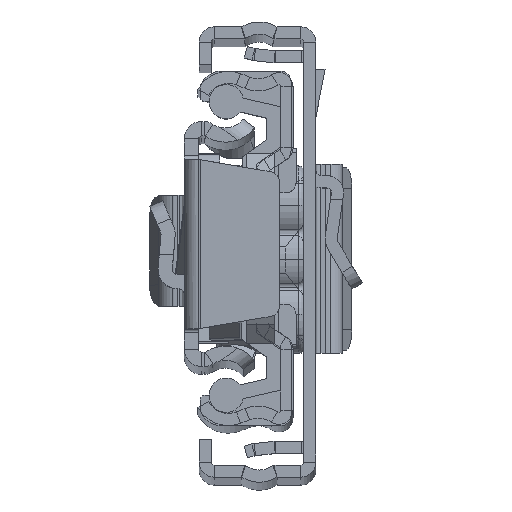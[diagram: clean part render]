
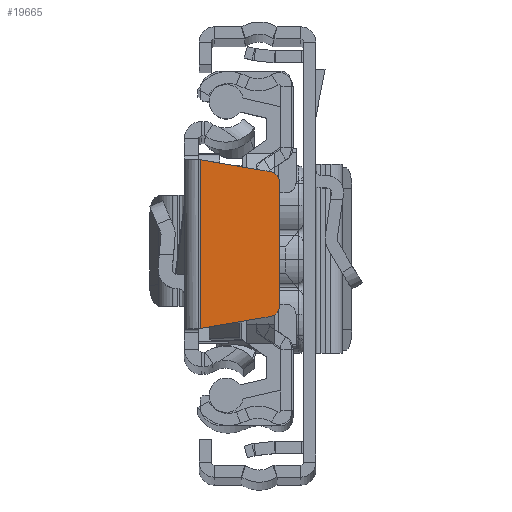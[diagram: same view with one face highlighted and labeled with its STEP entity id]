
A CAD part, top view. The second image highlights one B-rep face of the part: STEP entity #19665.
In plain terms, the highlighted planar face has unit normal (0, 0, 1).
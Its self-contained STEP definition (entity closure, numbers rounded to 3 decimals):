
#916 = CARTESIAN_POINT ( 'NONE',  ( 1.6, -8.333, 0. ) ) ;
#1370 = ORIENTED_EDGE ( 'NONE', *, *, #17957, .T. ) ;
#1422 = DIRECTION ( 'NONE',  ( 1., 0., 0. ) ) ;
#1525 = CARTESIAN_POINT ( 'NONE',  ( 8.4, 6.156, 0. ) ) ;
#1981 = CARTESIAN_POINT ( 'NONE',  ( 8.568, -7.142, 0. ) ) ;
#3094 = CARTESIAN_POINT ( 'NONE',  ( 1.5, 8.35, 0. ) ) ;
#3168 = AXIS2_PLACEMENT_3D ( 'NONE', #7708, #21071, #14309 ) ;
#4229 = CARTESIAN_POINT ( 'NONE',  ( 1.6, 8.333, 0. ) ) ;
#4256 = LINE ( 'NONE', #916, #17900 ) ;
#4308 = VECTOR ( 'NONE', #9674, 1000. ) ;
#4672 = VERTEX_POINT ( 'NONE', #10537 ) ;
#5901 = ORIENTED_EDGE ( 'NONE', *, *, #7753, .T. ) ;
#6304 = CARTESIAN_POINT ( 'NONE',  ( 9.4, 6.156, 0. ) ) ;
#6780 = EDGE_CURVE ( 'NONE', #7485, #19528, #8871, .T. ) ;
#7445 = VECTOR ( 'NONE', #12903, 1000. ) ;
#7485 = VERTEX_POINT ( 'NONE', #19714 ) ;
#7708 = CARTESIAN_POINT ( 'NONE',  ( 8.4, -6.156, 0. ) ) ;
#7753 = EDGE_CURVE ( 'NONE', #19528, #9560, #8336, .T. ) ;
#8003 = FACE_OUTER_BOUND ( 'NONE', #21410, .T. ) ;
#8256 = VERTEX_POINT ( 'NONE', #4229 ) ;
#8336 = CIRCLE ( 'NONE', #3168, 1. ) ;
#8826 = CARTESIAN_POINT ( 'NONE',  ( 9.4, -6.156, 0. ) ) ;
#8871 = LINE ( 'NONE', #1981, #11799 ) ;
#9089 = CARTESIAN_POINT ( 'NONE',  ( 8.568, -7.142, 0. ) ) ;
#9560 = VERTEX_POINT ( 'NONE', #8826 ) ;
#9587 = ORIENTED_EDGE ( 'NONE', *, *, #11161, .T. ) ;
#9637 = CARTESIAN_POINT ( 'NONE',  ( 8.4, 6.156, 0. ) ) ;
#9674 = DIRECTION ( 'NONE',  ( -0.986, 0.168, 0. ) ) ;
#9860 = PLANE ( 'NONE',  #19660 ) ;
#9885 = LINE ( 'NONE', #6304, #7445 ) ;
#10537 = CARTESIAN_POINT ( 'NONE',  ( 9.4, 6.156, 0. ) ) ;
#11161 = EDGE_CURVE ( 'NONE', #4672, #17939, #15333, .T. ) ;
#11329 = ORIENTED_EDGE ( 'NONE', *, *, #18080, .T. ) ;
#11799 = VECTOR ( 'NONE', #17006, 1000. ) ;
#12212 = AXIS2_PLACEMENT_3D ( 'NONE', #1525, #14603, #19392 ) ;
#12903 = DIRECTION ( 'NONE',  ( 0., 1., 0. ) ) ;
#14302 = CARTESIAN_POINT ( 'NONE',  ( 8.568, 7.142, 0. ) ) ;
#14309 = DIRECTION ( 'NONE',  ( 1., 0., 0. ) ) ;
#14434 = EDGE_CURVE ( 'NONE', #17939, #8256, #16393, .T. ) ;
#14603 = DIRECTION ( 'NONE',  ( 0., 0., 1. ) ) ;
#15044 = ORIENTED_EDGE ( 'NONE', *, *, #14434, .T. ) ;
#15333 = CIRCLE ( 'NONE', #12212, 1. ) ;
#16241 = DIRECTION ( 'NONE',  ( 0., 0., -1. ) ) ;
#16393 = LINE ( 'NONE', #3094, #4308 ) ;
#16436 = ORIENTED_EDGE ( 'NONE', *, *, #6780, .T. ) ;
#17006 = DIRECTION ( 'NONE',  ( 0.986, 0.168, 0. ) ) ;
#17900 = VECTOR ( 'NONE', #19094, 1000. ) ;
#17939 = VERTEX_POINT ( 'NONE', #14302 ) ;
#17957 = EDGE_CURVE ( 'NONE', #8256, #7485, #4256, .T. ) ;
#18080 = EDGE_CURVE ( 'NONE', #9560, #4672, #9885, .T. ) ;
#19094 = DIRECTION ( 'NONE',  ( 0., -1., 0. ) ) ;
#19392 = DIRECTION ( 'NONE',  ( 1., 0., 0. ) ) ;
#19528 = VERTEX_POINT ( 'NONE', #9089 ) ;
#19660 = AXIS2_PLACEMENT_3D ( 'NONE', #9637, #16241, #1422 ) ;
#19665 = ADVANCED_FACE ( 'NONE', ( #8003 ), #9860, .F. ) ;
#19714 = CARTESIAN_POINT ( 'NONE',  ( 1.6, -8.333, 0. ) ) ;
#21071 = DIRECTION ( 'NONE',  ( 0., 0., 1. ) ) ;
#21410 = EDGE_LOOP ( 'NONE', ( #1370, #16436, #5901, #11329, #9587, #15044 ) ) ;
